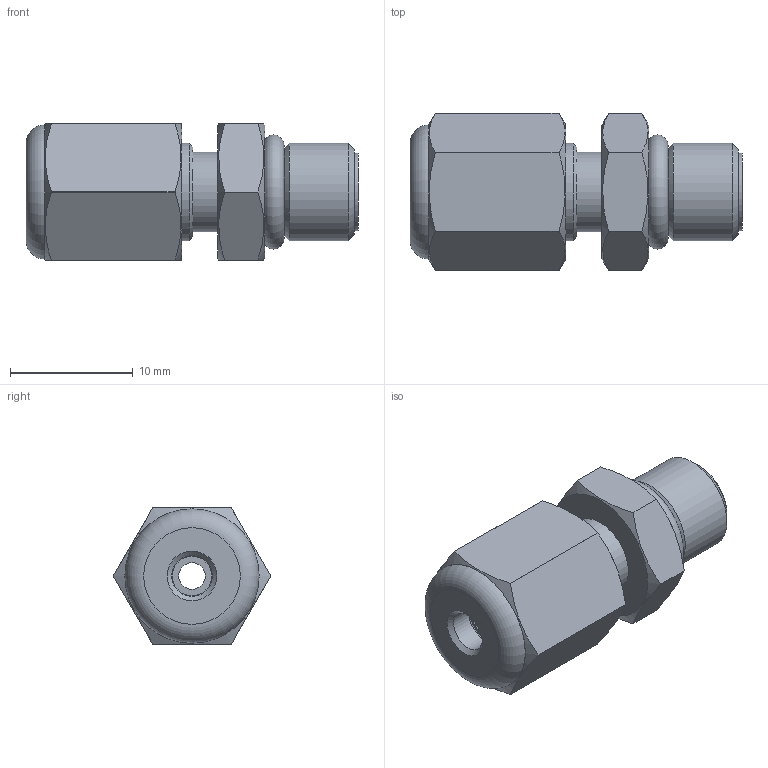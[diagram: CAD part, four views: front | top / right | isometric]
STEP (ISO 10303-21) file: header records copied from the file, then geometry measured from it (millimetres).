
FILE_DESCRIPTION((''),'2;1');
FILE_NAME('305197-EAOR22L Nut adapter.stp','2013-08-21T12:58:48',('Franzp'),(''),'Autodesk Inventor 2013','Autodesk Inventor 2013','');
FILE_SCHEMA(('AUTOMOTIVE_DESIGN { 1 0 10303 214 1 1 1 1 }'));
Length unit declared in the file: millimetre
Products named in the file (1): 305197_Shrinkwrap_1
Bounding box: 27.09 x 12.83 x 11.11 mm (x, y, z)
Surface area: 1558.1 mm2 (no closed solid volume)
Topology: 0 solids, 6 shells, 41 faces, 108 edges, 71 vertices
Faces by surface type: plane 22, cone 11, cylinder 6, torus 2
Full cylindrical faces by diameter (mm): 2.159 x1, 3.3 x1, 6.35 x1, 6.46 x1, 7.938 x2
Entity records: 1227 total; most frequent: CARTESIAN_POINT 245, DIRECTION 192, ORIENTED_EDGE 140, AXIS2_PLACEMENT_3D 87, EDGE_CURVE 87, EDGE_LOOP 69, VERTEX_POINT 68, CIRCLE 45
